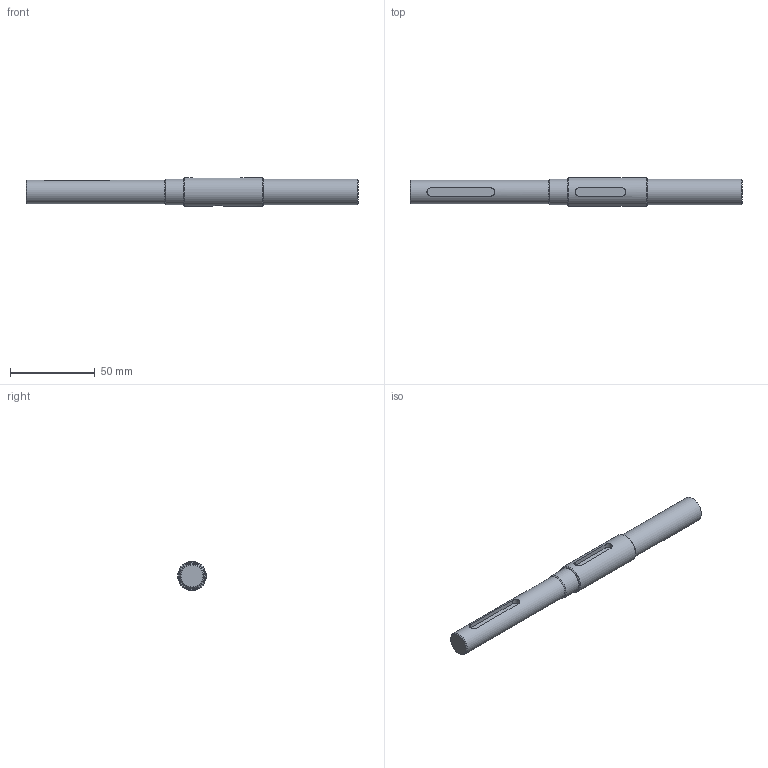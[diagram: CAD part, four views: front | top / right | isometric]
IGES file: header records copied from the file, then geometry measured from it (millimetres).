
Global section: file name: 944509.stp.ipt; native system: Autodesk Inventor 2014; preprocessor: unknown; author: zeman; date: 20151016.102256; units: millimetre
Bounding box: 196 x 17 x 17 mm (x, y, z)
Volume: 34105.2 mm3; surface area: 10046.1 mm2
Topology: 1 solids, 1 shells, 24 faces, 54 edges, 36 vertices
Faces by surface type: plane 10, cone 5, cylinder 4, revolution 4, bspline 1
Full cylindrical faces by diameter (mm): 14 x1, 15 x2, 17 x1
